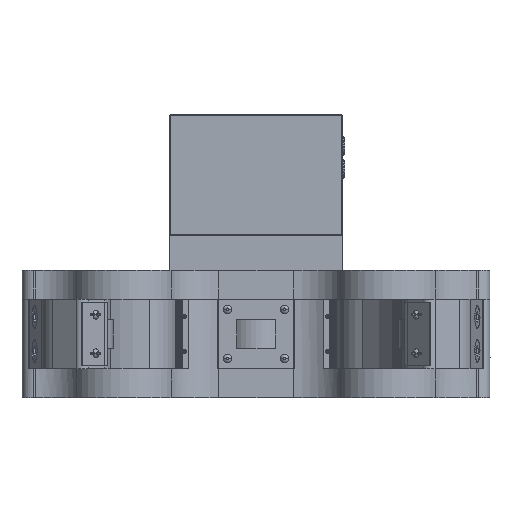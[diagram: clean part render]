
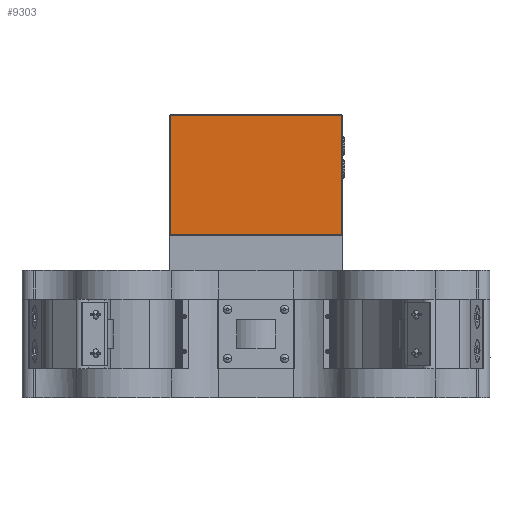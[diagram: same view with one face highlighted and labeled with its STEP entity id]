
A CAD part, left-side view. The second image highlights one B-rep face of the part: STEP entity #9303.
In plain terms, the highlighted planar face has unit normal (-1, 0, 0).
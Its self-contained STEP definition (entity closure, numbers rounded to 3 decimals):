
#53 = EDGE_LOOP ( 'NONE', ( #32317, #16494, #12693, #105 ) ) ;
#67 = VECTOR ( 'NONE', #41695, 1000. ) ;
#105 = ORIENTED_EDGE ( 'NONE', *, *, #30063, .T. ) ;
#605 = CARTESIAN_POINT ( 'NONE',  ( 15.048, -74., 244. ) ) ;
#2300 = LINE ( 'NONE', #15757, #39448 ) ;
#3999 = LINE ( 'NONE', #17469, #4911 ) ;
#4911 = VECTOR ( 'NONE', #30939, 1000. ) ;
#5047 = VERTEX_POINT ( 'NONE', #10418 ) ;
#7400 = VERTEX_POINT ( 'NONE', #38618 ) ;
#9082 = LINE ( 'NONE', #22548, #14451 ) ;
#9303 = ADVANCED_FACE ( 'NONE', ( #26540 ), #16098, .T. ) ;
#10157 = CARTESIAN_POINT ( 'NONE',  ( 15.048, -75., 242.586 ) ) ;
#10418 = CARTESIAN_POINT ( 'NONE',  ( 15.048, -74., 141. ) ) ;
#12693 = ORIENTED_EDGE ( 'NONE', *, *, #26080, .F. ) ;
#14451 = VECTOR ( 'NONE', #36033, 1000. ) ;
#14747 = LINE ( 'NONE', #28199, #67 ) ;
#15757 = CARTESIAN_POINT ( 'NONE',  ( 15.048, 74., 244. ) ) ;
#16098 = PLANE ( 'NONE',  #42866 ) ;
#16494 = ORIENTED_EDGE ( 'NONE', *, *, #34610, .T. ) ;
#17251 = VERTEX_POINT ( 'NONE', #38145 ) ;
#17469 = CARTESIAN_POINT ( 'NONE',  ( 15.048, 74., 244. ) ) ;
#22548 = CARTESIAN_POINT ( 'NONE',  ( 15.048, -74., 141. ) ) ;
#26080 = EDGE_CURVE ( 'NONE', #5047, #7400, #14747, .T. ) ;
#26540 = FACE_OUTER_BOUND ( 'NONE', #53, .T. ) ;
#28199 = CARTESIAN_POINT ( 'NONE',  ( 15.048, -74., 141. ) ) ;
#29220 = DIRECTION ( 'NONE',  ( 0., -1., 0. ) ) ;
#30063 = EDGE_CURVE ( 'NONE', #5047, #42035, #9082, .T. ) ;
#30939 = DIRECTION ( 'NONE',  ( 0., 0., -1. ) ) ;
#31897 = DIRECTION ( 'NONE',  ( -1., 0., 0. ) ) ;
#32317 = ORIENTED_EDGE ( 'NONE', *, *, #42733, .F. ) ;
#34610 = EDGE_CURVE ( 'NONE', #17251, #7400, #3999, .T. ) ;
#36033 = DIRECTION ( 'NONE',  ( 0., 0., 1. ) ) ;
#38145 = CARTESIAN_POINT ( 'NONE',  ( 15.048, 74., 244. ) ) ;
#38618 = CARTESIAN_POINT ( 'NONE',  ( 15.048, 74., 141. ) ) ;
#39448 = VECTOR ( 'NONE', #29220, 1000. ) ;
#41695 = DIRECTION ( 'NONE',  ( 0., 1., 0. ) ) ;
#42035 = VERTEX_POINT ( 'NONE', #605 ) ;
#42237 = DIRECTION ( 'NONE',  ( 0., 0., 1. ) ) ;
#42733 = EDGE_CURVE ( 'NONE', #17251, #42035, #2300, .T. ) ;
#42866 = AXIS2_PLACEMENT_3D ( 'NONE', #10157, #31897, #42237 ) ;
